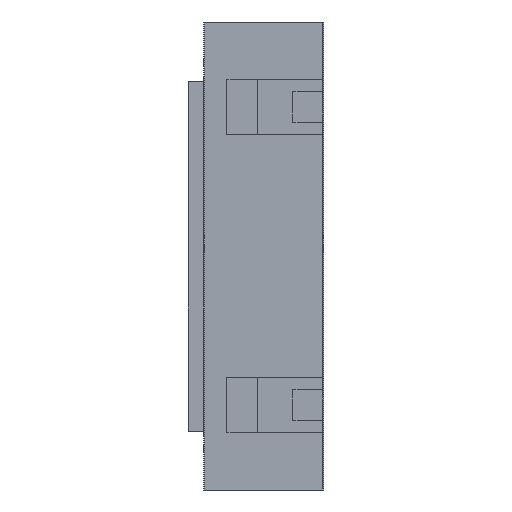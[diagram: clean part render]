
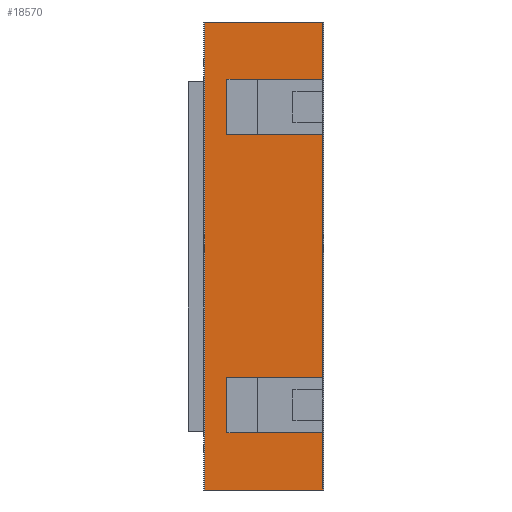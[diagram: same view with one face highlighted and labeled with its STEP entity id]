
A CAD part, front view. The second image highlights one B-rep face of the part: STEP entity #18570.
In plain terms, the highlighted planar face has unit normal (0, -1, 0).
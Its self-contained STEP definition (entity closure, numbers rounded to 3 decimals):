
#2714=DIRECTION('',(0.,0.,-1.));
#2715=VECTOR('',#2714,440.);
#2716=CARTESIAN_POINT('',(-55.5,10.5,220.));
#2717=LINE('',#2716,#2715);
#2762=DIRECTION('',(-1.,0.,0.));
#2763=VECTOR('',#2762,111.);
#2764=CARTESIAN_POINT('',(55.5,10.5,220.));
#2765=LINE('',#2764,#2763);
#2906=DIRECTION('',(1.,0.,0.));
#2907=VECTOR('',#2906,90.);
#2908=CARTESIAN_POINT('',(-34.5,10.5,166.25));
#2909=LINE('',#2908,#2907);
#2938=DIRECTION('',(0.,0.,1.));
#2939=VECTOR('',#2938,52.);
#2940=CARTESIAN_POINT('',(-34.5,10.5,114.25));
#2941=LINE('',#2940,#2939);
#2946=DIRECTION('',(1.,0.,0.));
#2947=VECTOR('',#2946,90.);
#2948=CARTESIAN_POINT('',(-34.5,10.5,114.25));
#2949=LINE('',#2948,#2947);
#2950=DIRECTION('',(0.,0.,-1.));
#2951=VECTOR('',#2950,228.5);
#2952=CARTESIAN_POINT('',(55.5,10.5,114.25));
#2953=LINE('',#2952,#2951);
#2954=DIRECTION('',(1.,0.,0.));
#2955=VECTOR('',#2954,90.);
#2956=CARTESIAN_POINT('',(-34.5,10.5,-166.25));
#2957=LINE('',#2956,#2955);
#2958=DIRECTION('',(0.,0.,-1.));
#2959=VECTOR('',#2958,53.75);
#2960=CARTESIAN_POINT('',(55.5,10.5,-166.25));
#2961=LINE('',#2960,#2959);
#2962=DIRECTION('',(-1.,0.,0.));
#2963=VECTOR('',#2962,111.);
#2964=CARTESIAN_POINT('',(55.5,10.5,-220.));
#2965=LINE('',#2964,#2963);
#2966=DIRECTION('',(0.,0.,-1.));
#2967=VECTOR('',#2966,53.75);
#2968=CARTESIAN_POINT('',(55.5,10.5,220.));
#2969=LINE('',#2968,#2967);
#2982=DIRECTION('',(1.,0.,0.));
#2983=VECTOR('',#2982,90.);
#2984=CARTESIAN_POINT('',(-34.5,10.5,-114.25));
#2985=LINE('',#2984,#2983);
#3062=DIRECTION('',(0.,0.,1.));
#3063=VECTOR('',#3062,52.);
#3064=CARTESIAN_POINT('',(-34.5,10.5,-166.25));
#3065=LINE('',#3064,#3063);
#12158=CARTESIAN_POINT('',(-55.5,10.5,-220.));
#12160=VERTEX_POINT('',#12158);
#12162=CARTESIAN_POINT('',(55.5,10.5,-220.));
#12163=VERTEX_POINT('',#12162);
#12172=CARTESIAN_POINT('',(-55.5,10.5,220.));
#12173=VERTEX_POINT('',#12172);
#12180=CARTESIAN_POINT('',(55.5,10.5,220.));
#12181=VERTEX_POINT('',#12180);
#12194=CARTESIAN_POINT('',(55.5,10.5,166.25));
#12195=VERTEX_POINT('',#12194);
#12197=CARTESIAN_POINT('',(55.5,10.5,114.25));
#12199=VERTEX_POINT('',#12197);
#12206=CARTESIAN_POINT('',(55.5,10.5,-114.25));
#12207=VERTEX_POINT('',#12206);
#12209=CARTESIAN_POINT('',(55.5,10.5,-166.25));
#12211=VERTEX_POINT('',#12209);
#12246=CARTESIAN_POINT('',(-34.5,10.5,-166.25));
#12247=VERTEX_POINT('',#12246);
#12256=CARTESIAN_POINT('',(-34.5,10.5,166.25));
#12257=VERTEX_POINT('',#12256);
#12258=CARTESIAN_POINT('',(-34.5,10.5,114.25));
#12259=VERTEX_POINT('',#12258);
#12260=CARTESIAN_POINT('',(-34.5,10.5,-114.25));
#12261=VERTEX_POINT('',#12260);
#18547=CARTESIAN_POINT('',(-55.5,10.5,-220.));
#18548=DIRECTION('',(0.,-1.,0.));
#18549=DIRECTION('',(1.,0.,0.));
#18550=AXIS2_PLACEMENT_3D('',#18547,#18548,#18549);
#18551=PLANE('',#18550);
#18552=ORIENTED_EDGE('',*,*,#18489,.F.);
#18553=ORIENTED_EDGE('',*,*,#18539,.F.);
#18554=ORIENTED_EDGE('',*,*,#18401,.T.);
#18555=ORIENTED_EDGE('',*,*,#18381,.T.);
#18557=ORIENTED_EDGE('',*,*,#18556,.F.);
#18559=ORIENTED_EDGE('',*,*,#18558,.F.);
#18561=ORIENTED_EDGE('',*,*,#18560,.T.);
#18563=ORIENTED_EDGE('',*,*,#18562,.T.);
#18564=ORIENTED_EDGE('',*,*,#18130,.T.);
#18565=ORIENTED_EDGE('',*,*,#18163,.F.);
#18566=ORIENTED_EDGE('',*,*,#18231,.F.);
#18567=ORIENTED_EDGE('',*,*,#18303,.T.);
#18568=EDGE_LOOP('',(#18552,#18553,#18554,#18555,#18557,#18559,#18561,#18563,
#18564,#18565,#18566,#18567));
#18569=FACE_OUTER_BOUND('',#18568,.F.);
#18570=ADVANCED_FACE('',(#18569),#18551,.T.);
#18130=EDGE_CURVE('',#12163,#12160,#2965,.T.);
#18163=EDGE_CURVE('',#12173,#12160,#2717,.T.);
#18231=EDGE_CURVE('',#12181,#12173,#2765,.T.);
#18303=EDGE_CURVE('',#12181,#12195,#2969,.T.);
#18381=EDGE_CURVE('',#12199,#12207,#2953,.T.);
#18401=EDGE_CURVE('',#12259,#12199,#2949,.T.);
#18489=EDGE_CURVE('',#12257,#12195,#2909,.T.);
#18539=EDGE_CURVE('',#12259,#12257,#2941,.T.);
#18556=EDGE_CURVE('',#12261,#12207,#2985,.T.);
#18558=EDGE_CURVE('',#12247,#12261,#3065,.T.);
#18560=EDGE_CURVE('',#12247,#12211,#2957,.T.);
#18562=EDGE_CURVE('',#12211,#12163,#2961,.T.);
